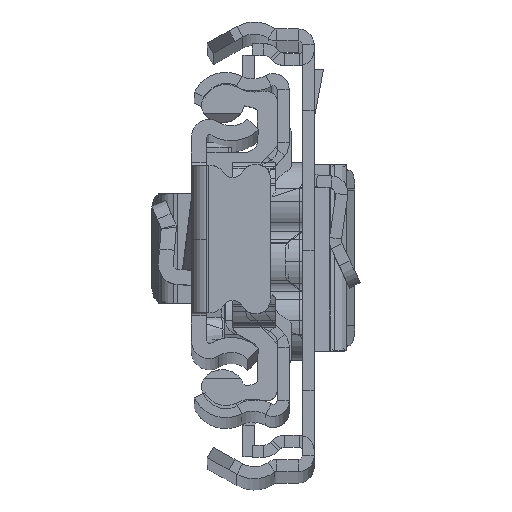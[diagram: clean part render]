
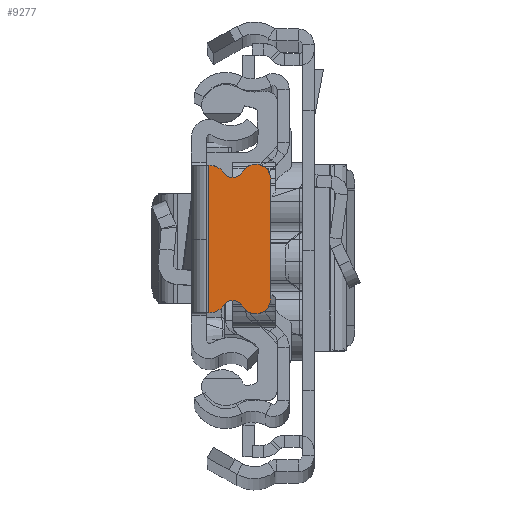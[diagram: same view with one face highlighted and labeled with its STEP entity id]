
A CAD part, top view. The second image highlights one B-rep face of the part: STEP entity #9277.
In plain terms, the highlighted planar face has unit normal (0, 0, 1).
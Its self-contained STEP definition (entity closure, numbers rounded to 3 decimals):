
#244 = CARTESIAN_POINT ( 'NONE',  ( -4.142, -7.236, 0. ) ) ;
#975 = CIRCLE ( 'NONE', #7135, 1.5 ) ;
#1447 = EDGE_LOOP ( 'NONE', ( #24438, #14914, #25381, #22901, #10226, #11821, #2246, #16474, #17009, #24767 ) ) ;
#1450 = EDGE_CURVE ( 'NONE', #4690, #13326, #16331, .T. ) ;
#1985 = LINE ( 'NONE', #9846, #4793 ) ;
#2246 = ORIENTED_EDGE ( 'NONE', *, *, #24084, .T. ) ;
#3926 = CARTESIAN_POINT ( 'NONE',  ( -6.429, -6., 0. ) ) ;
#4690 = VERTEX_POINT ( 'NONE', #8198 ) ;
#4793 = VECTOR ( 'NONE', #17663, 1000. ) ;
#5271 = AXIS2_PLACEMENT_3D ( 'NONE', #17315, #7560, #25453 ) ;
#5335 = CARTESIAN_POINT ( 'NONE',  ( -7.929, 6., 0. ) ) ;
#5584 = VECTOR ( 'NONE', #22847, 1000. ) ;
#5863 = DIRECTION ( 'NONE',  ( 0., 0., 1. ) ) ;
#6010 = EDGE_CURVE ( 'NONE', #13326, #17686, #13489, .T. ) ;
#6762 = VECTOR ( 'NONE', #15173, 1000. ) ;
#7135 = AXIS2_PLACEMENT_3D ( 'NONE', #15649, #13842, #15778 ) ;
#7153 = CARTESIAN_POINT ( 'NONE',  ( -1.929, -7.37, 0. ) ) ;
#7442 = DIRECTION ( 'NONE',  ( -1., 0., 0. ) ) ;
#7560 = DIRECTION ( 'NONE',  ( 0., 0., 1. ) ) ;
#7653 = AXIS2_PLACEMENT_3D ( 'NONE', #3926, #11761, #19585 ) ;
#7734 = EDGE_CURVE ( 'NONE', #14500, #11153, #16780, .T. ) ;
#7797 = FACE_OUTER_BOUND ( 'NONE', #1447, .T. ) ;
#8198 = CARTESIAN_POINT ( 'NONE',  ( -5.109, 6.713, 0. ) ) ;
#8398 = AXIS2_PLACEMENT_3D ( 'NONE', #19429, #23711, #17380 ) ;
#9006 = DIRECTION ( 'NONE',  ( 0., 0., 1. ) ) ;
#9277 = ADVANCED_FACE ( 'NONE', ( #7797 ), #15626, .T. ) ;
#9712 = CIRCLE ( 'NONE', #7653, 1.5 ) ;
#9846 = CARTESIAN_POINT ( 'NONE',  ( -1.75, 0., 0. ) ) ;
#10226 = ORIENTED_EDGE ( 'NONE', *, *, #1450, .T. ) ;
#10420 = DIRECTION ( 'NONE',  ( 0., 0., -1. ) ) ;
#10508 = VERTEX_POINT ( 'NONE', #11772 ) ;
#11153 = VERTEX_POINT ( 'NONE', #22914 ) ;
#11527 = EDGE_CURVE ( 'NONE', #14691, #18466, #12700, .T. ) ;
#11761 = DIRECTION ( 'NONE',  ( 0., 0., 1. ) ) ;
#11772 = CARTESIAN_POINT ( 'NONE',  ( -5.109, -6.713, 0. ) ) ;
#11821 = ORIENTED_EDGE ( 'NONE', *, *, #6010, .T. ) ;
#12557 = AXIS2_PLACEMENT_3D ( 'NONE', #244, #10420, #22239 ) ;
#12696 = VERTEX_POINT ( 'NONE', #19889 ) ;
#12700 = CIRCLE ( 'NONE', #17639, 1.5 ) ;
#13007 = LINE ( 'NONE', #20981, #21281 ) ;
#13010 = CARTESIAN_POINT ( 'NONE',  ( -1.929, 7.37, 0. ) ) ;
#13326 = VERTEX_POINT ( 'NONE', #5335 ) ;
#13489 = LINE ( 'NONE', #23026, #6762 ) ;
#13695 = DIRECTION ( 'NONE',  ( 1., 0., 0. ) ) ;
#13842 = DIRECTION ( 'NONE',  ( 0., 0., 1. ) ) ;
#14500 = VERTEX_POINT ( 'NONE', #23599 ) ;
#14501 = CARTESIAN_POINT ( 'NONE',  ( -7.929, -6., 0. ) ) ;
#14691 = VERTEX_POINT ( 'NONE', #13010 ) ;
#14914 = ORIENTED_EDGE ( 'NONE', *, *, #18714, .F. ) ;
#15031 = CIRCLE ( 'NONE', #12557, 1.1 ) ;
#15173 = DIRECTION ( 'NONE',  ( 0., -1., 0. ) ) ;
#15626 = PLANE ( 'NONE',  #21727 ) ;
#15649 = CARTESIAN_POINT ( 'NONE',  ( -1.929, -5.87, 0. ) ) ;
#15778 = DIRECTION ( 'NONE',  ( 1., 0., 0. ) ) ;
#16331 = CIRCLE ( 'NONE', #5271, 1.5 ) ;
#16350 = CARTESIAN_POINT ( 'NONE',  ( -3.206, 6.658, 0. ) ) ;
#16474 = ORIENTED_EDGE ( 'NONE', *, *, #22788, .T. ) ;
#16780 = LINE ( 'NONE', #7153, #5584 ) ;
#16817 = CARTESIAN_POINT ( 'NONE',  ( -1.929, 5.87, 0. ) ) ;
#17009 = ORIENTED_EDGE ( 'NONE', *, *, #20567, .T. ) ;
#17315 = CARTESIAN_POINT ( 'NONE',  ( -6.429, 6., 0. ) ) ;
#17380 = DIRECTION ( 'NONE',  ( 1., 0., 0. ) ) ;
#17639 = AXIS2_PLACEMENT_3D ( 'NONE', #16817, #9006, #7442 ) ;
#17663 = DIRECTION ( 'NONE',  ( 0., -1., 0. ) ) ;
#17686 = VERTEX_POINT ( 'NONE', #14501 ) ;
#18466 = VERTEX_POINT ( 'NONE', #16350 ) ;
#18714 = EDGE_CURVE ( 'NONE', #14691, #12696, #13007, .T. ) ;
#19429 = CARTESIAN_POINT ( 'NONE',  ( -4.142, 7.236, 0. ) ) ;
#19585 = DIRECTION ( 'NONE',  ( 1., 0., 0. ) ) ;
#19882 = CIRCLE ( 'NONE', #8398, 1.1 ) ;
#19889 = CARTESIAN_POINT ( 'NONE',  ( -1.75, 7.37, 0. ) ) ;
#20359 = CARTESIAN_POINT ( 'NONE',  ( -3.206, -6.658, 0. ) ) ;
#20567 = EDGE_CURVE ( 'NONE', #24094, #11153, #975, .T. ) ;
#20981 = CARTESIAN_POINT ( 'NONE',  ( -1.929, 7.37, 0. ) ) ;
#21111 = EDGE_CURVE ( 'NONE', #18466, #4690, #19882, .T. ) ;
#21281 = VECTOR ( 'NONE', #21455, 1000. ) ;
#21455 = DIRECTION ( 'NONE',  ( 1., 0., 0. ) ) ;
#21727 = AXIS2_PLACEMENT_3D ( 'NONE', #23485, #5863, #13695 ) ;
#22239 = DIRECTION ( 'NONE',  ( -1., 0., 0. ) ) ;
#22788 = EDGE_CURVE ( 'NONE', #10508, #24094, #15031, .T. ) ;
#22847 = DIRECTION ( 'NONE',  ( -1., 0., 0. ) ) ;
#22901 = ORIENTED_EDGE ( 'NONE', *, *, #21111, .T. ) ;
#22914 = CARTESIAN_POINT ( 'NONE',  ( -1.929, -7.37, 0. ) ) ;
#23026 = CARTESIAN_POINT ( 'NONE',  ( -7.929, -6., 0. ) ) ;
#23485 = CARTESIAN_POINT ( 'NONE',  ( 644.071, 0., 0. ) ) ;
#23599 = CARTESIAN_POINT ( 'NONE',  ( -1.75, -7.37, 0. ) ) ;
#23711 = DIRECTION ( 'NONE',  ( 0., 0., -1. ) ) ;
#24084 = EDGE_CURVE ( 'NONE', #17686, #10508, #9712, .T. ) ;
#24089 = EDGE_CURVE ( 'NONE', #12696, #14500, #1985, .T. ) ;
#24094 = VERTEX_POINT ( 'NONE', #20359 ) ;
#24438 = ORIENTED_EDGE ( 'NONE', *, *, #24089, .F. ) ;
#24767 = ORIENTED_EDGE ( 'NONE', *, *, #7734, .F. ) ;
#25381 = ORIENTED_EDGE ( 'NONE', *, *, #11527, .T. ) ;
#25453 = DIRECTION ( 'NONE',  ( -1., 0., 0. ) ) ;
